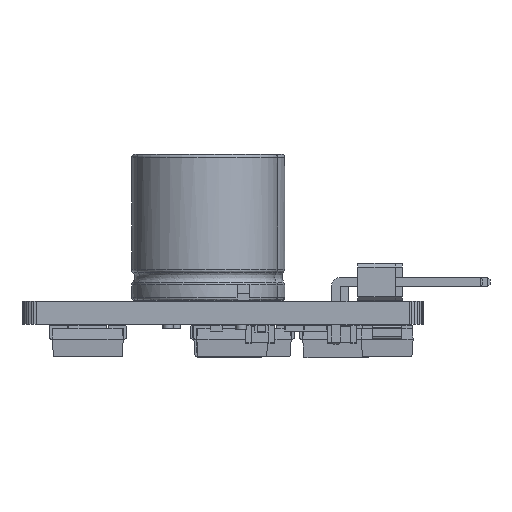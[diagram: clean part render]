
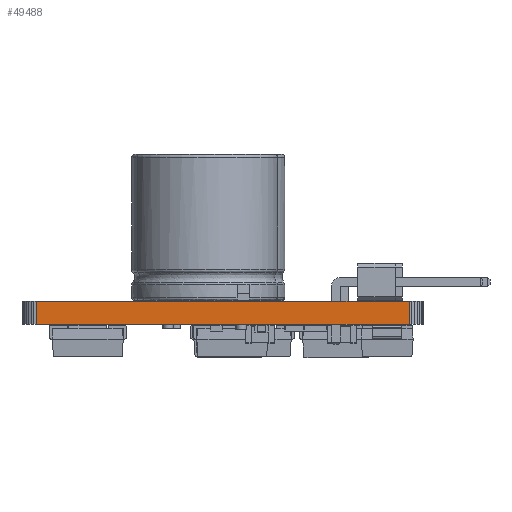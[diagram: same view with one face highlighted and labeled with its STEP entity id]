
A CAD part, left-side view. The second image highlights one B-rep face of the part: STEP entity #49488.
In plain terms, the highlighted planar face has unit normal (-1, 0, 0).
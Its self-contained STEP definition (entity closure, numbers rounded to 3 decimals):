
#38516 = PLANE('',#38517);
#38517 = AXIS2_PLACEMENT_3D('',#38518,#38519,#38520);
#38518 = CARTESIAN_POINT('',(84.,-63.75,1.58));
#38519 = DIRECTION('',(-0.,-0.,-1.));
#38520 = DIRECTION('',(-1.,0.,0.));
#38570 = PLANE('',#38571);
#38571 = AXIS2_PLACEMENT_3D('',#38572,#38573,#38574);
#38572 = CARTESIAN_POINT('',(84.,-63.75,0.));
#38573 = DIRECTION('',(-0.,-0.,-1.));
#38574 = DIRECTION('',(-1.,0.,0.));
#39351 = VERTEX_POINT('',#39352);
#39352 = CARTESIAN_POINT('',(37.5,-76.5,0.));
#39366 = PLANE('',#39367);
#39367 = AXIS2_PLACEMENT_3D('',#39368,#39369,#39370);
#39368 = CARTESIAN_POINT('',(37.519,-76.695,0.));
#39369 = DIRECTION('',(-0.995,-0.098,0.));
#39370 = DIRECTION('',(-0.098,0.995,0.));
#39378 = EDGE_CURVE('',#39351,#39379,#39381,.T.);
#39379 = VERTEX_POINT('',#39380);
#39380 = CARTESIAN_POINT('',(37.5,-51.,0.));
#39381 = SURFACE_CURVE('',#39382,(#39386,#39393),.PCURVE_S1.);
#39382 = LINE('',#39383,#39384);
#39383 = CARTESIAN_POINT('',(37.5,-76.5,0.));
#39384 = VECTOR('',#39385,1.);
#39385 = DIRECTION('',(0.,1.,0.));
#39386 = PCURVE('',#38570,#39387);
#39387 = DEFINITIONAL_REPRESENTATION('',(#39388),#39392);
#39388 = LINE('',#39389,#39390);
#39389 = CARTESIAN_POINT('',(46.5,-12.75));
#39390 = VECTOR('',#39391,1.);
#39391 = DIRECTION('',(0.,1.));
#39392 = ( GEOMETRIC_REPRESENTATION_CONTEXT(2) 
PARAMETRIC_REPRESENTATION_CONTEXT() REPRESENTATION_CONTEXT('2D SPACE',''
  ) );
#39393 = PCURVE('',#39394,#39399);
#39394 = PLANE('',#39395);
#39395 = AXIS2_PLACEMENT_3D('',#39396,#39397,#39398);
#39396 = CARTESIAN_POINT('',(37.5,-76.5,0.));
#39397 = DIRECTION('',(-1.,0.,0.));
#39398 = DIRECTION('',(0.,1.,0.));
#39399 = DEFINITIONAL_REPRESENTATION('',(#39400),#39404);
#39400 = LINE('',#39401,#39402);
#39401 = CARTESIAN_POINT('',(0.,0.));
#39402 = VECTOR('',#39403,1.);
#39403 = DIRECTION('',(1.,0.));
#39404 = ( GEOMETRIC_REPRESENTATION_CONTEXT(2) 
PARAMETRIC_REPRESENTATION_CONTEXT() REPRESENTATION_CONTEXT('2D SPACE',''
  ) );
#39422 = PLANE('',#39423);
#39423 = AXIS2_PLACEMENT_3D('',#39424,#39425,#39426);
#39424 = CARTESIAN_POINT('',(37.5,-51.,0.));
#39425 = DIRECTION('',(-0.995,0.098,0.));
#39426 = DIRECTION('',(0.098,0.995,0.));
#44848 = VERTEX_POINT('',#44849);
#44849 = CARTESIAN_POINT('',(37.5,-76.5,1.58));
#44870 = EDGE_CURVE('',#44848,#44871,#44873,.T.);
#44871 = VERTEX_POINT('',#44872);
#44872 = CARTESIAN_POINT('',(37.5,-51.,1.58));
#44873 = SURFACE_CURVE('',#44874,(#44878,#44885),.PCURVE_S1.);
#44874 = LINE('',#44875,#44876);
#44875 = CARTESIAN_POINT('',(37.5,-76.5,1.58));
#44876 = VECTOR('',#44877,1.);
#44877 = DIRECTION('',(0.,1.,0.));
#44878 = PCURVE('',#38516,#44879);
#44879 = DEFINITIONAL_REPRESENTATION('',(#44880),#44884);
#44880 = LINE('',#44881,#44882);
#44881 = CARTESIAN_POINT('',(46.5,-12.75));
#44882 = VECTOR('',#44883,1.);
#44883 = DIRECTION('',(0.,1.));
#44884 = ( GEOMETRIC_REPRESENTATION_CONTEXT(2) 
PARAMETRIC_REPRESENTATION_CONTEXT() REPRESENTATION_CONTEXT('2D SPACE',''
  ) );
#44885 = PCURVE('',#39394,#44886);
#44886 = DEFINITIONAL_REPRESENTATION('',(#44887),#44891);
#44887 = LINE('',#44888,#44889);
#44888 = CARTESIAN_POINT('',(0.,-1.58));
#44889 = VECTOR('',#44890,1.);
#44890 = DIRECTION('',(1.,0.));
#44891 = ( GEOMETRIC_REPRESENTATION_CONTEXT(2) 
PARAMETRIC_REPRESENTATION_CONTEXT() REPRESENTATION_CONTEXT('2D SPACE',''
  ) );
#49438 = EDGE_CURVE('',#39379,#44871,#49439,.T.);
#49439 = SURFACE_CURVE('',#49440,(#49444,#49451),.PCURVE_S1.);
#49440 = LINE('',#49441,#49442);
#49441 = CARTESIAN_POINT('',(37.5,-51.,0.));
#49442 = VECTOR('',#49443,1.);
#49443 = DIRECTION('',(0.,0.,1.));
#49444 = PCURVE('',#39422,#49445);
#49445 = DEFINITIONAL_REPRESENTATION('',(#49446),#49450);
#49446 = LINE('',#49447,#49448);
#49447 = CARTESIAN_POINT('',(0.,0.));
#49448 = VECTOR('',#49449,1.);
#49449 = DIRECTION('',(0.,-1.));
#49450 = ( GEOMETRIC_REPRESENTATION_CONTEXT(2) 
PARAMETRIC_REPRESENTATION_CONTEXT() REPRESENTATION_CONTEXT('2D SPACE',''
  ) );
#49451 = PCURVE('',#39394,#49452);
#49452 = DEFINITIONAL_REPRESENTATION('',(#49453),#49457);
#49453 = LINE('',#49454,#49455);
#49454 = CARTESIAN_POINT('',(25.5,0.));
#49455 = VECTOR('',#49456,1.);
#49456 = DIRECTION('',(0.,-1.));
#49457 = ( GEOMETRIC_REPRESENTATION_CONTEXT(2) 
PARAMETRIC_REPRESENTATION_CONTEXT() REPRESENTATION_CONTEXT('2D SPACE',''
  ) );
#49488 = ADVANCED_FACE('',(#49489),#39394,.T.);
#49489 = FACE_BOUND('',#49490,.T.);
#49490 = EDGE_LOOP('',(#49491,#49512,#49513,#49514));
#49491 = ORIENTED_EDGE('',*,*,#49492,.T.);
#49492 = EDGE_CURVE('',#39351,#44848,#49493,.T.);
#49493 = SURFACE_CURVE('',#49494,(#49498,#49505),.PCURVE_S1.);
#49494 = LINE('',#49495,#49496);
#49495 = CARTESIAN_POINT('',(37.5,-76.5,0.));
#49496 = VECTOR('',#49497,1.);
#49497 = DIRECTION('',(0.,0.,1.));
#49498 = PCURVE('',#39394,#49499);
#49499 = DEFINITIONAL_REPRESENTATION('',(#49500),#49504);
#49500 = LINE('',#49501,#49502);
#49501 = CARTESIAN_POINT('',(0.,0.));
#49502 = VECTOR('',#49503,1.);
#49503 = DIRECTION('',(0.,-1.));
#49504 = ( GEOMETRIC_REPRESENTATION_CONTEXT(2) 
PARAMETRIC_REPRESENTATION_CONTEXT() REPRESENTATION_CONTEXT('2D SPACE',''
  ) );
#49505 = PCURVE('',#39366,#49506);
#49506 = DEFINITIONAL_REPRESENTATION('',(#49507),#49511);
#49507 = LINE('',#49508,#49509);
#49508 = CARTESIAN_POINT('',(0.196,0.));
#49509 = VECTOR('',#49510,1.);
#49510 = DIRECTION('',(0.,-1.));
#49511 = ( GEOMETRIC_REPRESENTATION_CONTEXT(2) 
PARAMETRIC_REPRESENTATION_CONTEXT() REPRESENTATION_CONTEXT('2D SPACE',''
  ) );
#49512 = ORIENTED_EDGE('',*,*,#44870,.T.);
#49513 = ORIENTED_EDGE('',*,*,#49438,.F.);
#49514 = ORIENTED_EDGE('',*,*,#39378,.F.);
